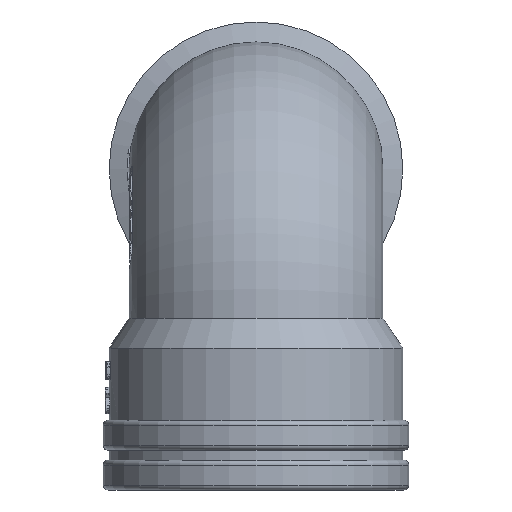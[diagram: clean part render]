
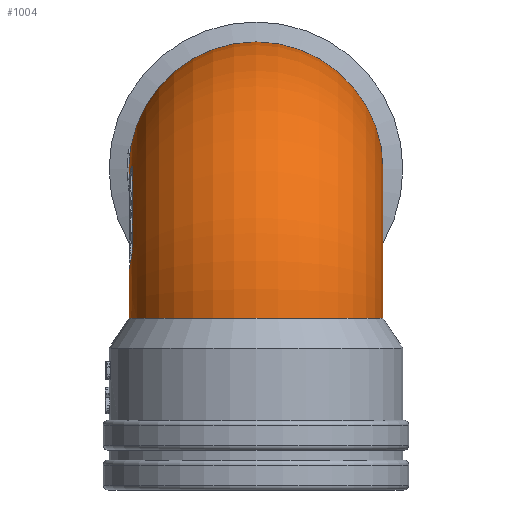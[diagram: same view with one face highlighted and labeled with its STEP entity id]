
A CAD part, front view. The second image highlights one B-rep face of the part: STEP entity #1004.
In plain terms, the highlighted toroidal (fillet/blend) face has major radius 15.15 mm and minor radius 12.877 mm.
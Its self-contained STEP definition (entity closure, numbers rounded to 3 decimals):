
#987=TOROIDAL_SURFACE('',#9608,15.15,12.878);
#1004=ADVANCED_FACE('',(#2134,#2135,#2136),#987,.T.);
#2134=FACE_BOUND('',#2234,.T.);
#2135=FACE_BOUND('',#2235,.T.);
#2136=FACE_BOUND('',#2236,.T.);
#2234=EDGE_LOOP('',(#3526,#3527,#3528,#3529,#3530,#3531,#3532,#3533));
#2235=EDGE_LOOP('',(#3534));
#2236=EDGE_LOOP('',(#3535));
#2795=CIRCLE('',#9340,12.878);
#2824=CIRCLE('',#9605,13.387);
#2825=CIRCLE('',#9606,18.073);
#2826=CIRCLE('',#9607,12.878);
#2979=B_SPLINE_CURVE_WITH_KNOTS('',3,(#14164,#14165,#14166,#14167,#14168,
#14169,#14170,#14171,#14172,#14173,#14174,#14175,#14176,#14177,#14178,#14179),
 .UNSPECIFIED.,.F.,.F.,(4,3,3,3,3,4),(0.,0.228,0.462,
0.69,0.912,1.),.UNSPECIFIED.);
#2980=B_SPLINE_CURVE_WITH_KNOTS('',3,(#14182,#14183,#14184,#14185),
 .UNSPECIFIED.,.F.,.F.,(4,4),(0.,1.),.UNSPECIFIED.);
#2981=B_SPLINE_CURVE_WITH_KNOTS('',3,(#14187,#14188,#14189,#14190,#14191,
#14192,#14193,#14194,#14195,#14196,#14197,#14198,#14199,#14200,#14201,#14202),
 .UNSPECIFIED.,.F.,.F.,(4,3,3,3,3,4),(0.,0.201,0.403,
0.605,0.811,1.),.UNSPECIFIED.);
#2982=B_SPLINE_CURVE_WITH_KNOTS('',3,(#14206,#14207,#14208,#14209,#14210,
#14211,#14212,#14213,#14214,#14215,#14216,#14217,#14218,#14219,#14220,#14221,
#14222,#14223,#14224),.UNSPECIFIED.,.F.,.F.,(4,3,3,3,3,3,4),(0.,0.192,
0.384,0.576,0.768,0.957,
1.),.UNSPECIFIED.);
#2983=B_SPLINE_CURVE_WITH_KNOTS('',3,(#14226,#14227,#14228,#14229),
 .UNSPECIFIED.,.F.,.F.,(4,4),(0.,1.),.UNSPECIFIED.);
#2984=B_SPLINE_CURVE_WITH_KNOTS('',3,(#14231,#14232,#14233,#14234,#14235,
#14236,#14237,#14238,#14239,#14240,#14241,#14242,#14243,#14244,#14245,#14246),
 .UNSPECIFIED.,.F.,.F.,(4,3,3,3,3,4),(0.,0.233,0.467,
0.703,0.946,1.),.UNSPECIFIED.);
#3526=ORIENTED_EDGE('',*,*,#7313,.F.);
#3527=ORIENTED_EDGE('',*,*,#7314,.F.);
#3528=ORIENTED_EDGE('',*,*,#7315,.F.);
#3529=ORIENTED_EDGE('',*,*,#7316,.T.);
#3530=ORIENTED_EDGE('',*,*,#7317,.F.);
#3531=ORIENTED_EDGE('',*,*,#7318,.F.);
#3532=ORIENTED_EDGE('',*,*,#7319,.F.);
#3533=ORIENTED_EDGE('',*,*,#7320,.F.);
#3534=ORIENTED_EDGE('',*,*,#6997,.T.);
#3535=ORIENTED_EDGE('',*,*,#7321,.T.);
#6030=VERTEX_POINT('',#13271);
#6346=VERTEX_POINT('',#14180);
#6347=VERTEX_POINT('',#14181);
#6348=VERTEX_POINT('',#14186);
#6349=VERTEX_POINT('',#14203);
#6350=VERTEX_POINT('',#14205);
#6351=VERTEX_POINT('',#14225);
#6352=VERTEX_POINT('',#14230);
#6353=VERTEX_POINT('',#14247);
#6354=VERTEX_POINT('',#14250);
#6997=EDGE_CURVE('',#6030,#6030,#2795,.T.);
#7313=EDGE_CURVE('',#6346,#6347,#2979,.T.);
#7314=EDGE_CURVE('',#6348,#6346,#2980,.T.);
#7315=EDGE_CURVE('',#6349,#6348,#2981,.T.);
#7316=EDGE_CURVE('',#6349,#6350,#2824,.T.);
#7317=EDGE_CURVE('',#6351,#6350,#2982,.T.);
#7318=EDGE_CURVE('',#6352,#6351,#2983,.T.);
#7319=EDGE_CURVE('',#6353,#6352,#2984,.T.);
#7320=EDGE_CURVE('',#6347,#6353,#2825,.T.);
#7321=EDGE_CURVE('',#6354,#6354,#2826,.T.);
#9340=AXIS2_PLACEMENT_3D('',#13270,#10492,#10493);
#9605=AXIS2_PLACEMENT_3D('',#14204,#11038,#11039);
#9606=AXIS2_PLACEMENT_3D('',#14248,#11040,#11041);
#9607=AXIS2_PLACEMENT_3D('',#14249,#11042,#11043);
#9608=AXIS2_PLACEMENT_3D('',#14251,#11044,#11045);
#10492=DIRECTION('',(0.,-1.,0.));
#10493=DIRECTION('',(-1.,0.,0.));
#11038=DIRECTION('',(-1.,0.,0.));
#11039=DIRECTION('',(0.,1.,0.));
#11040=DIRECTION('',(-1.,0.,0.));
#11041=DIRECTION('',(0.,1.,0.));
#11042=DIRECTION('',(0.,0.,1.));
#11043=DIRECTION('',(-1.,0.,0.));
#11044=DIRECTION('',(-1.,0.,0.));
#11045=DIRECTION('',(0.,1.,0.));
#13270=CARTESIAN_POINT('',(0.,-1605.6,32.068));
#13271=CARTESIAN_POINT('',(-12.878,-1605.6,32.068));
#14164=CARTESIAN_POINT('',(-12.78,-1621.421,22.36));
#14165=CARTESIAN_POINT('',(-12.759,-1621.572,22.439));
#14166=CARTESIAN_POINT('',(-12.735,-1621.711,22.544));
#14167=CARTESIAN_POINT('',(-12.711,-1621.827,22.668));
#14168=CARTESIAN_POINT('',(-12.686,-1621.946,22.795));
#14169=CARTESIAN_POINT('',(-12.659,-1622.044,22.945));
#14170=CARTESIAN_POINT('',(-12.636,-1622.112,23.106));
#14171=CARTESIAN_POINT('',(-12.613,-1622.178,23.262));
#14172=CARTESIAN_POINT('',(-12.592,-1622.219,23.433));
#14173=CARTESIAN_POINT('',(-12.576,-1622.228,23.603));
#14174=CARTESIAN_POINT('',(-12.56,-1622.237,23.769));
#14175=CARTESIAN_POINT('',(-12.549,-1622.218,23.94));
#14176=CARTESIAN_POINT('',(-12.544,-1622.171,24.1));
#14177=CARTESIAN_POINT('',(-12.542,-1622.152,24.164));
#14178=CARTESIAN_POINT('',(-12.541,-1622.129,24.227));
#14179=CARTESIAN_POINT('',(-12.541,-1622.102,24.288));
#14180=CARTESIAN_POINT('',(-12.78,-1621.421,22.36));
#14181=CARTESIAN_POINT('',(-12.541,-1622.102,24.288));
#14182=CARTESIAN_POINT('',(-12.877,-1619.94,21.578));
#14183=CARTESIAN_POINT('',(-12.88,-1620.434,21.84));
#14184=CARTESIAN_POINT('',(-12.848,-1620.929,22.102));
#14185=CARTESIAN_POINT('',(-12.78,-1621.421,22.36));
#14186=CARTESIAN_POINT('',(-12.877,-1619.94,21.578));
#14187=CARTESIAN_POINT('',(-12.756,-1617.861,22.29));
#14188=CARTESIAN_POINT('',(-12.756,-1617.928,22.139));
#14189=CARTESIAN_POINT('',(-12.761,-1618.021,21.997));
#14190=CARTESIAN_POINT('',(-12.769,-1618.133,21.876));
#14191=CARTESIAN_POINT('',(-12.776,-1618.245,21.756));
#14192=CARTESIAN_POINT('',(-12.788,-1618.379,21.653));
#14193=CARTESIAN_POINT('',(-12.8,-1618.524,21.575));
#14194=CARTESIAN_POINT('',(-12.812,-1618.671,21.498));
#14195=CARTESIAN_POINT('',(-12.826,-1618.832,21.444));
#14196=CARTESIAN_POINT('',(-12.837,-1618.996,21.418));
#14197=CARTESIAN_POINT('',(-12.849,-1619.162,21.392));
#14198=CARTESIAN_POINT('',(-12.859,-1619.335,21.395));
#14199=CARTESIAN_POINT('',(-12.866,-1619.5,21.425));
#14200=CARTESIAN_POINT('',(-12.873,-1619.653,21.453));
#14201=CARTESIAN_POINT('',(-12.876,-1619.803,21.505));
#14202=CARTESIAN_POINT('',(-12.877,-1619.94,21.578));
#14203=CARTESIAN_POINT('',(-12.756,-1617.861,22.29));
#14204=CARTESIAN_POINT('',(-12.756,-1605.6,16.918));
#14205=CARTESIAN_POINT('',(-12.756,-1612.652,28.296));
#14206=CARTESIAN_POINT('',(-12.877,-1612.356,30.593));
#14207=CARTESIAN_POINT('',(-12.878,-1612.241,30.469));
#14208=CARTESIAN_POINT('',(-12.877,-1612.146,30.324));
#14209=CARTESIAN_POINT('',(-12.871,-1612.078,30.17));
#14210=CARTESIAN_POINT('',(-12.866,-1612.01,30.016));
#14211=CARTESIAN_POINT('',(-12.857,-1611.967,29.848));
#14212=CARTESIAN_POINT('',(-12.847,-1611.954,29.681));
#14213=CARTESIAN_POINT('',(-12.836,-1611.941,29.513));
#14214=CARTESIAN_POINT('',(-12.822,-1611.956,29.34));
#14215=CARTESIAN_POINT('',(-12.81,-1611.999,29.177));
#14216=CARTESIAN_POINT('',(-12.797,-1612.043,29.015));
#14217=CARTESIAN_POINT('',(-12.784,-1612.115,28.857));
#14218=CARTESIAN_POINT('',(-12.775,-1612.21,28.719));
#14219=CARTESIAN_POINT('',(-12.765,-1612.304,28.581));
#14220=CARTESIAN_POINT('',(-12.759,-1612.423,28.458));
#14221=CARTESIAN_POINT('',(-12.757,-1612.558,28.36));
#14222=CARTESIAN_POINT('',(-12.756,-1612.589,28.338));
#14223=CARTESIAN_POINT('',(-12.756,-1612.62,28.316));
#14224=CARTESIAN_POINT('',(-12.756,-1612.652,28.296));
#14225=CARTESIAN_POINT('',(-12.877,-1612.356,30.593));
#14226=CARTESIAN_POINT('',(-12.759,-1613.511,31.84));
#14227=CARTESIAN_POINT('',(-12.834,-1613.129,31.426));
#14228=CARTESIAN_POINT('',(-12.873,-1612.743,31.008));
#14229=CARTESIAN_POINT('',(-12.877,-1612.356,30.593));
#14230=CARTESIAN_POINT('',(-12.759,-1613.511,31.84));
#14231=CARTESIAN_POINT('',(-12.541,-1615.418,32.091));
#14232=CARTESIAN_POINT('',(-12.541,-1615.281,32.179));
#14233=CARTESIAN_POINT('',(-12.547,-1615.128,32.246));
#14234=CARTESIAN_POINT('',(-12.558,-1614.97,32.285));
#14235=CARTESIAN_POINT('',(-12.57,-1614.812,32.324));
#14236=CARTESIAN_POINT('',(-12.586,-1614.646,32.337));
#14237=CARTESIAN_POINT('',(-12.605,-1614.485,32.322));
#14238=CARTESIAN_POINT('',(-12.625,-1614.322,32.308));
#14239=CARTESIAN_POINT('',(-12.648,-1614.16,32.266));
#14240=CARTESIAN_POINT('',(-12.672,-1614.01,32.199));
#14241=CARTESIAN_POINT('',(-12.696,-1613.857,32.131));
#14242=CARTESIAN_POINT('',(-12.721,-1613.714,32.036));
#14243=CARTESIAN_POINT('',(-12.744,-1613.591,31.921));
#14244=CARTESIAN_POINT('',(-12.749,-1613.563,31.895));
#14245=CARTESIAN_POINT('',(-12.754,-1613.536,31.868));
#14246=CARTESIAN_POINT('',(-12.759,-1613.511,31.84));
#14247=CARTESIAN_POINT('',(-12.541,-1615.418,32.091));
#14248=CARTESIAN_POINT('',(-12.541,-1605.6,16.918));
#14249=CARTESIAN_POINT('',(0.,-1620.75,16.918));
#14250=CARTESIAN_POINT('',(-12.878,-1620.75,16.918));
#14251=CARTESIAN_POINT('',(0.,-1605.6,16.918));
